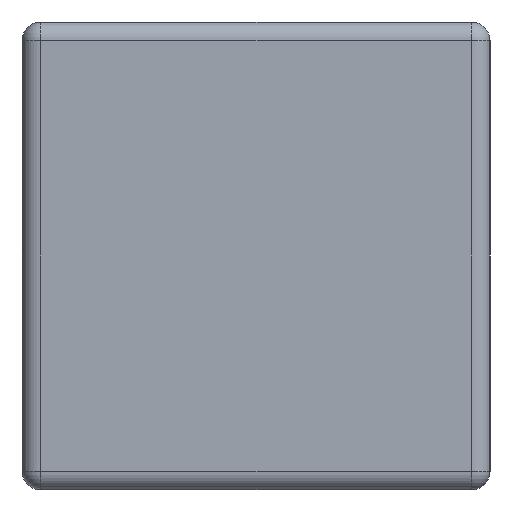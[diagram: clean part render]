
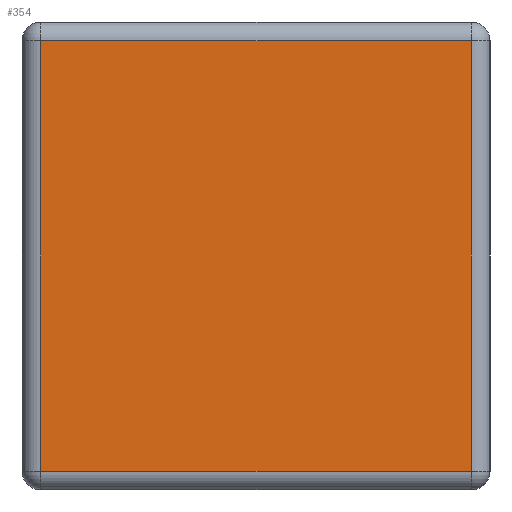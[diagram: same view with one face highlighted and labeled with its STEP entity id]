
A CAD part, left-side view. The second image highlights one B-rep face of the part: STEP entity #354.
In plain terms, the highlighted planar face has unit normal (-1, 0, 0).
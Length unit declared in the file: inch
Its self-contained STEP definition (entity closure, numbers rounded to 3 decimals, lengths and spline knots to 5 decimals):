
#16=PLANE($,#407);
#21=LINE($,#583,#45);
#28=LINE($,#607,#52);
#30=LINE($,#610,#54);
#38=LINE($,#622,#62);
#45=VECTOR($,#466,0.115);
#52=VECTOR($,#495,0.115);
#54=VECTOR($,#499,0.115);
#62=VECTOR($,#515,0.115);
#102=FACE_OUTER_BOUND($,#128,.T.);
#128=EDGE_LOOP($,(#311,#312,#313,#314));
#160=VERTEX_POINT($,#548);
#167=VERTEX_POINT($,#569);
#170=VERTEX_POINT($,#576);
#178=VERTEX_POINT($,#602);
#199=EDGE_CURVE($,#170,#160,#21,.T.);
#212=EDGE_CURVE($,#167,#178,#28,.T.);
#214=EDGE_CURVE($,#178,#170,#30,.T.);
#222=EDGE_CURVE($,#160,#167,#38,.T.);
#311=ORIENTED_EDGE($,*,*,#212,.F.);
#312=ORIENTED_EDGE($,*,*,#222,.F.);
#313=ORIENTED_EDGE($,*,*,#199,.F.);
#314=ORIENTED_EDGE($,*,*,#214,.F.);
#354=ADVANCED_FACE($,(#102),#16,.T.);
#407=AXIS2_PLACEMENT_3D($,#632,#530,#531);
#466=DIRECTION($,(0.,-1.,0.));
#495=DIRECTION($,(0.,1.,0.));
#499=DIRECTION($,(0.,0.,1.));
#515=DIRECTION($,(0.,0.,-1.));
#530=DIRECTION('center_axis',(-1.,0.,0.));
#531=DIRECTION('ref_axis',(0.,0.,1.));
#548=CARTESIAN_POINT('',(0.0625,-0.0575,0.0575));
#569=CARTESIAN_POINT('',(0.0625,-0.0575,-0.0575));
#576=CARTESIAN_POINT('',(0.0625,0.0575,0.0575));
#583=CARTESIAN_POINT($,(0.0625,0.,0.0575));
#602=CARTESIAN_POINT('',(0.0625,0.0575,-0.0575));
#607=CARTESIAN_POINT($,(0.0625,0.,-0.0575));
#610=CARTESIAN_POINT($,(0.0625,0.0575,0.));
#622=CARTESIAN_POINT($,(0.0625,-0.0575,0.));
#632=CARTESIAN_POINT('Origin',(0.0625,0.,0.));
